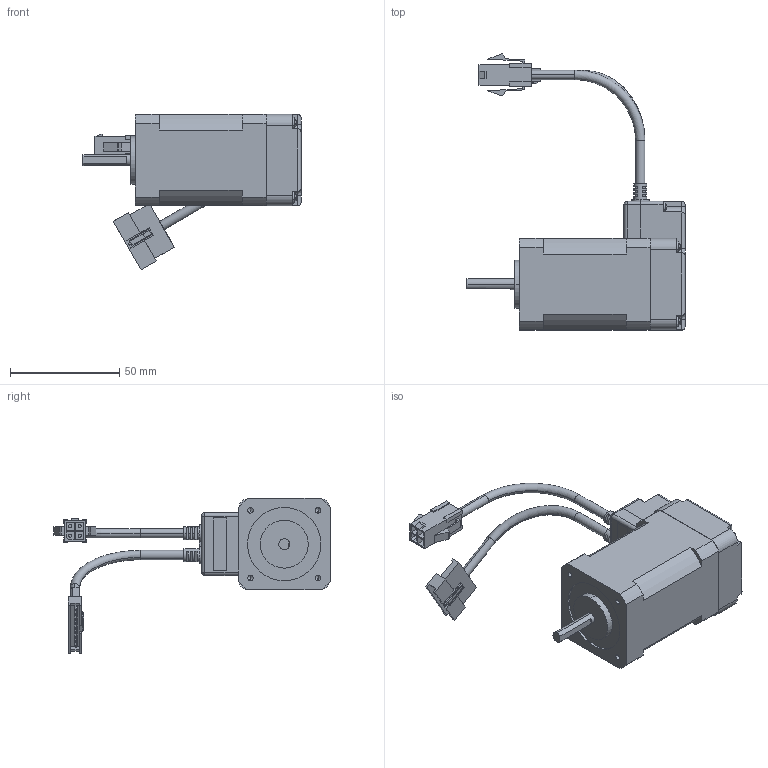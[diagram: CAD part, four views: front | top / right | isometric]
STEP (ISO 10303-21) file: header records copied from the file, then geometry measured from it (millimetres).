
FILE_DESCRIPTION (( 'STEP AP203' ), '1' );
FILE_NAME ('P1A-MO-042-04-R00.STEP', '2015-08-11T02:16:25', ( '' ), ( '' ), 'SwSTEP 2.0', 'SolidWorks 2013', '' );
FILE_SCHEMA (( 'CONFIG_CONTROL_DESIGN' ));
Length unit declared in the file: millimetre
Products named in the file (12): PLATE; round cross head screw_ks_KS 1023 RC - M2.6 x 12-N; 20陝 PCB_ル遽; P1A-MO-042-04-R00; 葆斜啻す 縛囀渦_ル遽; M41-EC-042-01-R00_ル遽; M41-EC-042-03-R00_ル遽; M41-EC-042-02-R00; 42陝 賅攪瞪錳摹_ル遽; 42阿 浚内歹 纳捞喉急_钎霖; M41-MO-042-04-R00_湀_; round cross head screw_ks_KS 1023 RC - M3 x 12-N
Assembly tree (15 placements, depth 3):
  P1A-MO-042-04-R00
    M41-MO-042-04-R00_湀_
    PLATE
    20陝 PCB_ル遽
    葆斜啻す 縛囀渦_ル遽
    M41-EC-042-01-R00_ル遽
    M41-EC-042-02-R00
      M41-EC-042-03-R00_ル遽
    42陝 賅攪瞪錳摹_ル遽
    42阿 浚内歹 纳捞喉急_钎霖
    round cross head screw_ks_KS 1023 RC - M3 x 12-N  x4
    round cross head screw_ks_KS 1023 RC - M2.6 x 12-N  x2
Bounding box: 100 x 126.61 x 71.22 mm (x, y, z)
Volume: 123924.6 mm3; surface area: 41332.3 mm2
Topology: 14 solids, 14 shells, 917 faces, 2353 edges, 1508 vertices
Faces by surface type: plane 526, cylinder 263, cone 86, bspline 38, torus 4
Entity records: 26064 total; most frequent: CARTESIAN_POINT 4853, DIRECTION 4225, ORIENTED_EDGE 4070, EDGE_CURVE 2035, AXIS2_PLACEMENT_3D 1448, LINE 1329, VECTOR 1329, VERTEX_POINT 1328
